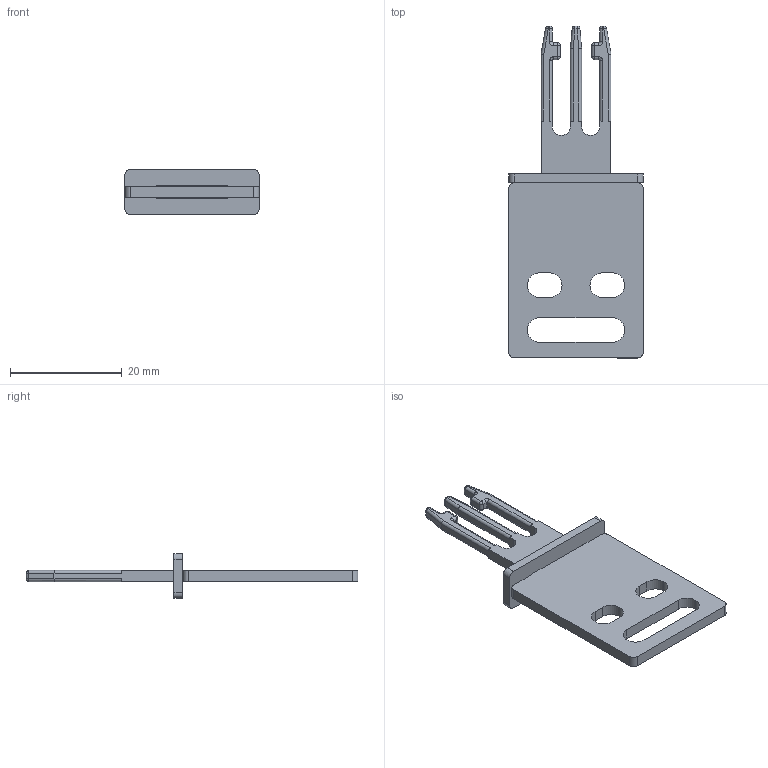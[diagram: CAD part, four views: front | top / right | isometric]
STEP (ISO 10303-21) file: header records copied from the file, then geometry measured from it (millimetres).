
FILE_DESCRIPTION (( 'STEP AP203' ), '1' );
FILE_NAME ('KEY36.step', '2021-02-10T13:11:24', ( '' ), ( '' ), 'SwSTEP 2.0', 'SolidWorks 2019', '' );
FILE_SCHEMA (( 'CONFIG_CONTROL_DESIGN' ));
Length unit declared in the file: inch
Products named in the file (1): KEY36
Bounding box: 24 x 59.3 x 8 mm (x, y, z)
Volume: 1966.3 mm3; surface area: 2787.2 mm2
Topology: 2 solids, 2 shells, 171 faces, 451 edges, 260 vertices
Faces by surface type: cylinder 79, plane 58, sphere 24, torus 6, bspline 4
Entity records: 5144 total; most frequent: CARTESIAN_POINT 1007, DIRECTION 895, ORIENTED_EDGE 828, EDGE_CURVE 414, AXIS2_PLACEMENT_3D 327, VERTEX_POINT 247, VECTOR 241, LINE 241
